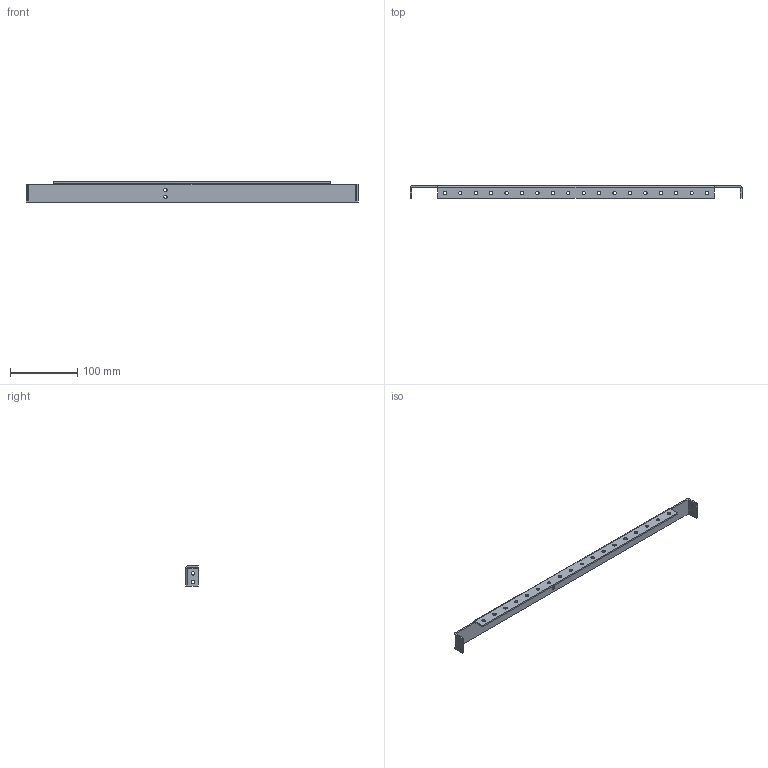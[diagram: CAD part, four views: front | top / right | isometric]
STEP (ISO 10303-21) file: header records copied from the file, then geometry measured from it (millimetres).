
FILE_DESCRIPTION (( 'STEP AP214' ), '1' );
FILE_NAME ('Penthouse_Front_Wall.STEP', '2024-12-29T22:31:28', ( '' ), ( '' ), 'SwSTEP 2.0', 'SolidWorks 2024', '' );
FILE_SCHEMA (( 'AUTOMOTIVE_DESIGN' ));
Length unit declared in the file: inch
Products named in the file (1): Penthouse_Front_Wall
Bounding box: 491.97 x 19.05 x 29.77 mm (x, y, z)
Volume: 48666.3 mm3; surface area: 46035.2 mm2
Topology: 1 solids, 1 shells, 80 faces, 210 edges, 132 vertices
Faces by surface type: cylinder 54, plane 26
Entity records: 2613 total; most frequent: DIRECTION 480, CARTESIAN_POINT 423, ORIENTED_EDGE 420, EDGE_CURVE 210, AXIS2_PLACEMENT_3D 189, VERTEX_POINT 132, EDGE_LOOP 128, CIRCLE 108
